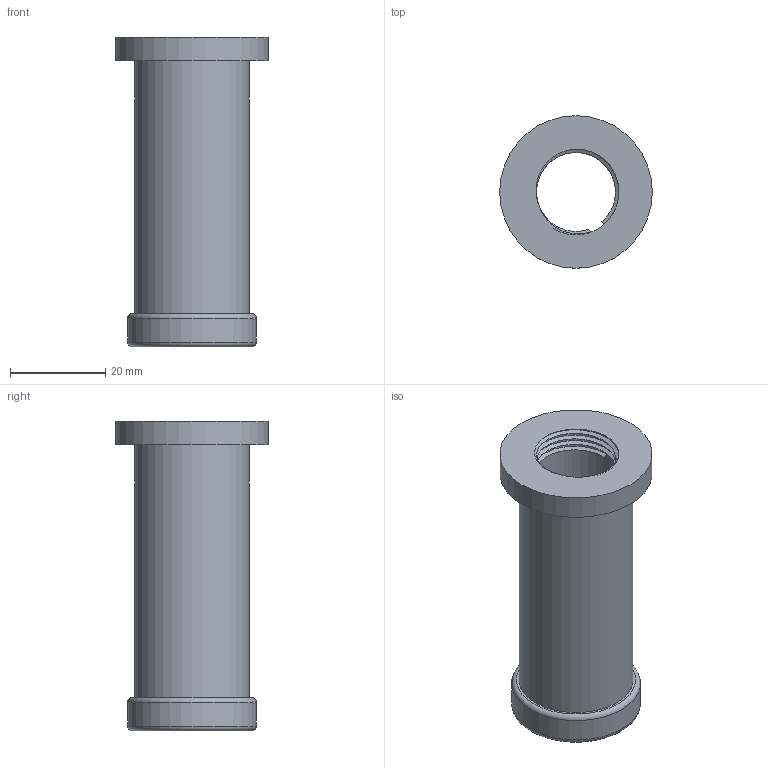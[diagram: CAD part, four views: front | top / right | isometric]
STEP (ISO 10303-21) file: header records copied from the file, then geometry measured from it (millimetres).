
FILE_DESCRIPTION(/* description */ (''),/* implementation_level */ '2;1');
FILE_NAME(/* name */ 'Baloon attachment v2.step',/* time_stamp */ '2025-07-20T19:47:48+02:00',/* author */ (''),/* organization */ (''),/* preprocessor_version */ 'ST-DEVELOPER v20.1',/* originating_system */ 'Autodesk Translation Framework v14.10.0.0',/* authorisation */ '');
FILE_SCHEMA (('AUTOMOTIVE_DESIGN { 1 0 10303 214 3 1 1 }'));
Length unit declared in the file: millimetre
Products named in the file (2): Baloon attachment; Threads on igniter v6
Assembly tree (1 placements, depth 2):
  Baloon attachment
    Threads on igniter v6
Bounding box: 32 x 32 x 65 mm (x, y, z)
Volume: 11904.5 mm3; surface area: 10575.3 mm2
Topology: 1 solids, 1 shells, 29 faces, 70 edges, 46 vertices
Faces by surface type: plane 13, bspline 8, cylinder 6, torus 2
Full cylindrical faces by diameter (mm): 18 x1, 20 x1, 24 x1, 27 x1, 32 x1
Entity records: 1826 total; most frequent: CARTESIAN_POINT 1167, ORIENTED_EDGE 140, DIRECTION 99, EDGE_CURVE 70, VERTEX_POINT 46, AXIS2_PLACEMENT_3D 40, B_SPLINE_CURVE_WITH_KNOTS 35, EDGE_LOOP 34
